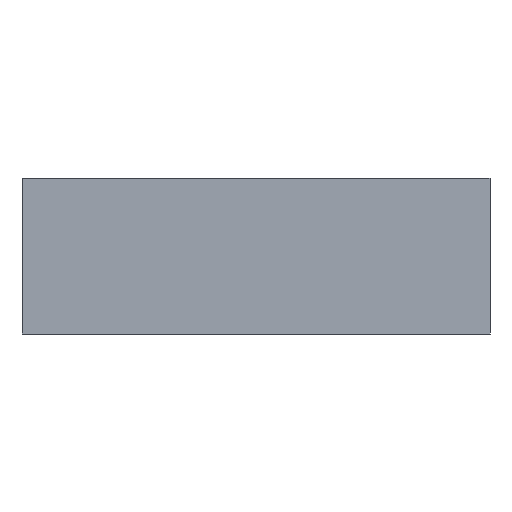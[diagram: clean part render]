
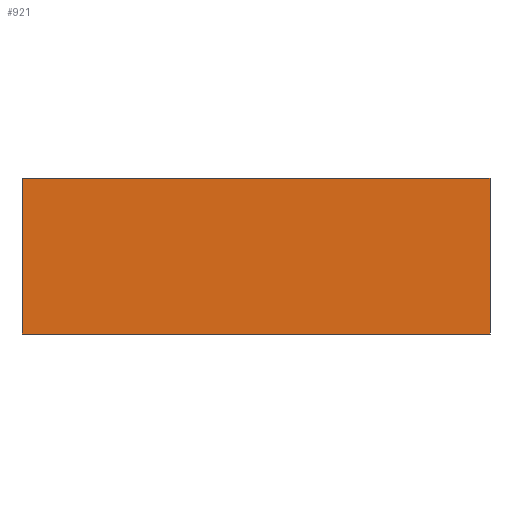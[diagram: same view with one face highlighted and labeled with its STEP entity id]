
A CAD part, front view. The second image highlights one B-rep face of the part: STEP entity #921.
In plain terms, the highlighted planar face has unit normal (0, -1, 0).
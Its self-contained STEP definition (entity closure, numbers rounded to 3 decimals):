
#3 = CARTESIAN_POINT ( 'NONE',  ( 0., 0., 1. ) ) ;
#5 = PLANE ( 'NONE',  #392 ) ;
#24 = VERTEX_POINT ( 'NONE', #4582 ) ;
#244 = EDGE_CURVE ( 'NONE', #2250, #786, #3915, .T. ) ;
#337 = DIRECTION ( 'NONE',  ( 1., 0., 0. ) ) ;
#365 = VECTOR ( 'NONE', #2755, 1000. ) ;
#392 = AXIS2_PLACEMENT_3D ( 'NONE', #1138, #4367, #1112 ) ;
#521 = VERTEX_POINT ( 'NONE', #1356 ) ;
#747 = ORIENTED_EDGE ( 'NONE', *, *, #2873, .F. ) ;
#772 = ORIENTED_EDGE ( 'NONE', *, *, #2255, .F. ) ;
#786 = VERTEX_POINT ( 'NONE', #2655 ) ;
#892 = CARTESIAN_POINT ( 'NONE',  ( 0., 0., 1. ) ) ;
#921 = ADVANCED_FACE ( 'NONE', ( #3947 ), #5, .F. ) ;
#1112 = DIRECTION ( 'NONE',  ( 0., 0., 1. ) ) ;
#1138 = CARTESIAN_POINT ( 'NONE',  ( 0., 0., 1. ) ) ;
#1157 = VECTOR ( 'NONE', #4467, 1000. ) ;
#1356 = CARTESIAN_POINT ( 'NONE',  ( 3., 0., 0. ) ) ;
#1607 = ORIENTED_EDGE ( 'NONE', *, *, #244, .T. ) ;
#1965 = LINE ( 'NONE', #4776, #2149 ) ;
#2149 = VECTOR ( 'NONE', #337, 1000. ) ;
#2250 = VERTEX_POINT ( 'NONE', #892 ) ;
#2255 = EDGE_CURVE ( 'NONE', #24, #521, #2875, .T. ) ;
#2486 = CARTESIAN_POINT ( 'NONE',  ( 3., 0., 1. ) ) ;
#2614 = EDGE_LOOP ( 'NONE', ( #4431, #772, #747, #1607 ) ) ;
#2655 = CARTESIAN_POINT ( 'NONE',  ( 0., 0., 0. ) ) ;
#2724 = CARTESIAN_POINT ( 'NONE',  ( 0., 0., 1. ) ) ;
#2755 = DIRECTION ( 'NONE',  ( 1., 0., 0. ) ) ;
#2873 = EDGE_CURVE ( 'NONE', #2250, #24, #3920, .T. ) ;
#2875 = LINE ( 'NONE', #2486, #1157 ) ;
#3525 = DIRECTION ( 'NONE',  ( 0., 0., -1. ) ) ;
#3915 = LINE ( 'NONE', #2724, #3933 ) ;
#3920 = LINE ( 'NONE', #3, #365 ) ;
#3933 = VECTOR ( 'NONE', #3525, 1000. ) ;
#3947 = FACE_OUTER_BOUND ( 'NONE', #2614, .T. ) ;
#4367 = DIRECTION ( 'NONE',  ( 0., 1., 0. ) ) ;
#4431 = ORIENTED_EDGE ( 'NONE', *, *, #4616, .T. ) ;
#4467 = DIRECTION ( 'NONE',  ( 0., 0., -1. ) ) ;
#4582 = CARTESIAN_POINT ( 'NONE',  ( 3., 0., 1. ) ) ;
#4616 = EDGE_CURVE ( 'NONE', #786, #521, #1965, .T. ) ;
#4776 = CARTESIAN_POINT ( 'NONE',  ( 0., 0., 0. ) ) ;
